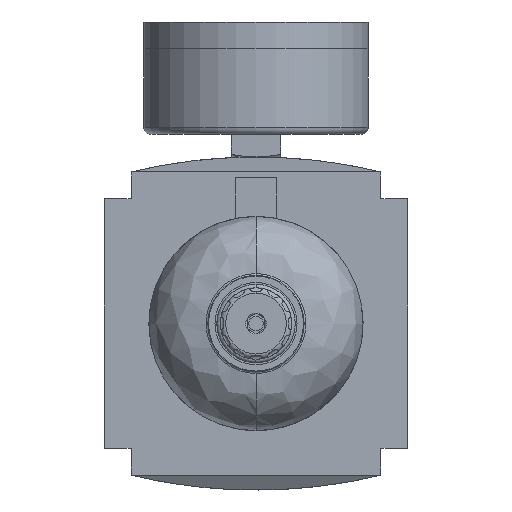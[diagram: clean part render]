
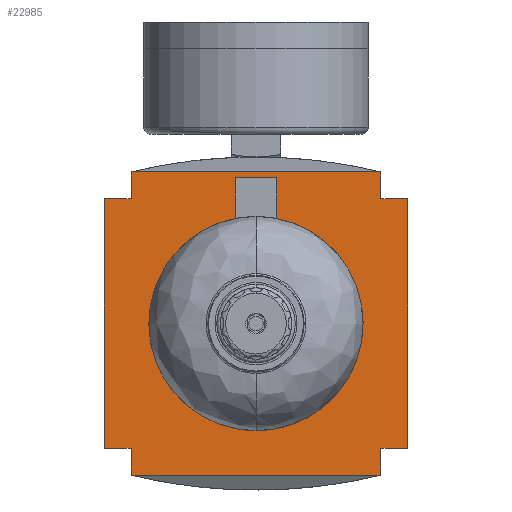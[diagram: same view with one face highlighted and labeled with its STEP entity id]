
A CAD part, front view. The second image highlights one B-rep face of the part: STEP entity #22985.
In plain terms, the highlighted planar face has unit normal (0, -1, 0).
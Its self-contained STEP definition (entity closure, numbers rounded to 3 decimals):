
#653 = VERTEX_POINT ( 'NONE', #22135 ) ;
#710 = PLANE ( 'NONE',  #7714 ) ;
#733 = DIRECTION ( 'NONE',  ( -1., 0., 0. ) ) ;
#1359 = CARTESIAN_POINT ( 'NONE',  ( 42.5, -51., 35. ) ) ;
#2392 = EDGE_CURVE ( 'NONE', #20003, #3918, #13424, .T. ) ;
#2408 = DIRECTION ( 'NONE',  ( 0., 0., -1. ) ) ;
#2817 = CARTESIAN_POINT ( 'NONE',  ( 0., -51., 103.36 ) ) ;
#2905 = CARTESIAN_POINT ( 'NONE',  ( 35., -51., 42.5 ) ) ;
#2911 = VECTOR ( 'NONE', #14000, 1000. ) ;
#3550 = DIRECTION ( 'NONE',  ( 0., 0., 1. ) ) ;
#3570 = DIRECTION ( 'NONE',  ( 0., 0., -1. ) ) ;
#3918 = VERTEX_POINT ( 'NONE', #21671 ) ;
#4111 = ORIENTED_EDGE ( 'NONE', *, *, #28654, .T. ) ;
#4251 = DIRECTION ( 'NONE',  ( -1., 0., 0. ) ) ;
#4289 = ORIENTED_EDGE ( 'NONE', *, *, #32793, .F. ) ;
#4484 = ORIENTED_EDGE ( 'NONE', *, *, #27822, .F. ) ;
#4811 = EDGE_CURVE ( 'NONE', #26848, #22630, #19357, .T. ) ;
#4838 = VERTEX_POINT ( 'NONE', #14437 ) ;
#4908 = ORIENTED_EDGE ( 'NONE', *, *, #22471, .F. ) ;
#4958 = LINE ( 'NONE', #1359, #30501 ) ;
#5612 = CARTESIAN_POINT ( 'NONE',  ( -35., -51., 35. ) ) ;
#5685 = ORIENTED_EDGE ( 'NONE', *, *, #4811, .T. ) ;
#6341 = CARTESIAN_POINT ( 'NONE',  ( 42.5, -51., 35. ) ) ;
#7714 = AXIS2_PLACEMENT_3D ( 'NONE', #2817, #18238, #3550 ) ;
#8349 = LINE ( 'NONE', #2905, #14312 ) ;
#8776 = LINE ( 'NONE', #16237, #11528 ) ;
#9236 = CARTESIAN_POINT ( 'NONE',  ( 42.5, -51., -35. ) ) ;
#10163 = ORIENTED_EDGE ( 'NONE', *, *, #27282, .F. ) ;
#10210 = CARTESIAN_POINT ( 'NONE',  ( 35., -51., -35. ) ) ;
#10792 = VERTEX_POINT ( 'NONE', #24138 ) ;
#10856 = CARTESIAN_POINT ( 'NONE',  ( 35., -51., -42.5 ) ) ;
#11072 = ORIENTED_EDGE ( 'NONE', *, *, #2392, .T. ) ;
#11091 = VECTOR ( 'NONE', #11583, 1000. ) ;
#11213 = EDGE_CURVE ( 'NONE', #12230, #25398, #31391, .T. ) ;
#11469 = VECTOR ( 'NONE', #29884, 1000. ) ;
#11528 = VECTOR ( 'NONE', #733, 1000. ) ;
#11583 = DIRECTION ( 'NONE',  ( -1., 0., 0. ) ) ;
#12230 = VERTEX_POINT ( 'NONE', #9236 ) ;
#13424 = LINE ( 'NONE', #6341, #29725 ) ;
#14000 = DIRECTION ( 'NONE',  ( 0., 0., 1. ) ) ;
#14080 = ORIENTED_EDGE ( 'NONE', *, *, #17583, .F. ) ;
#14239 = CARTESIAN_POINT ( 'NONE',  ( -42.5, -51., 35. ) ) ;
#14312 = VECTOR ( 'NONE', #18005, 1000. ) ;
#14437 = CARTESIAN_POINT ( 'NONE',  ( -35., -51., -35. ) ) ;
#14676 = CARTESIAN_POINT ( 'NONE',  ( 0., -51., -42.5 ) ) ;
#16153 = CARTESIAN_POINT ( 'NONE',  ( -35., -51., -42.5 ) ) ;
#16192 = CARTESIAN_POINT ( 'NONE',  ( 42.5, -51., 35. ) ) ;
#16237 = CARTESIAN_POINT ( 'NONE',  ( 0., -51., 42.5 ) ) ;
#16971 = VECTOR ( 'NONE', #4251, 1000. ) ;
#17192 = VERTEX_POINT ( 'NONE', #10856 ) ;
#17293 = CARTESIAN_POINT ( 'NONE',  ( 35., -51., 42.5 ) ) ;
#17583 = EDGE_CURVE ( 'NONE', #25398, #17192, #18386, .T. ) ;
#18005 = DIRECTION ( 'NONE',  ( 0., 0., -1. ) ) ;
#18127 = ORIENTED_EDGE ( 'NONE', *, *, #32358, .T. ) ;
#18238 = DIRECTION ( 'NONE',  ( 0., 1., 0. ) ) ;
#18386 = LINE ( 'NONE', #22674, #29906 ) ;
#18501 = VECTOR ( 'NONE', #2408, 1000. ) ;
#18516 = EDGE_CURVE ( 'NONE', #10792, #17192, #27558, .T. ) ;
#19195 = EDGE_CURVE ( 'NONE', #4838, #653, #28961, .T. ) ;
#19357 = LINE ( 'NONE', #23377, #16971 ) ;
#19824 = VECTOR ( 'NONE', #22741, 1000. ) ;
#20003 = VERTEX_POINT ( 'NONE', #16192 ) ;
#20050 = LINE ( 'NONE', #16153, #2911 ) ;
#20538 = ORIENTED_EDGE ( 'NONE', *, *, #18516, .T. ) ;
#20626 = CARTESIAN_POINT ( 'NONE',  ( -35., -51., 42.5 ) ) ;
#21521 = DIRECTION ( 'NONE',  ( -1., 0., 0. ) ) ;
#21615 = ORIENTED_EDGE ( 'NONE', *, *, #19195, .F. ) ;
#21644 = CARTESIAN_POINT ( 'NONE',  ( 42.5, -51., -35. ) ) ;
#21671 = CARTESIAN_POINT ( 'NONE',  ( 35., -51., 35. ) ) ;
#22135 = CARTESIAN_POINT ( 'NONE',  ( -42.5, -51., -35. ) ) ;
#22471 = EDGE_CURVE ( 'NONE', #26848, #25894, #20050, .T. ) ;
#22630 = VERTEX_POINT ( 'NONE', #29893 ) ;
#22674 = CARTESIAN_POINT ( 'NONE',  ( 35., -51., 42.5 ) ) ;
#22741 = DIRECTION ( 'NONE',  ( -1., 0., 0. ) ) ;
#22985 = ADVANCED_FACE ( 'NONE', ( #24230 ), #710, .F. ) ;
#23211 = VERTEX_POINT ( 'NONE', #17293 ) ;
#23377 = CARTESIAN_POINT ( 'NONE',  ( 42.5, -51., 35. ) ) ;
#24138 = CARTESIAN_POINT ( 'NONE',  ( -35., -51., -42.5 ) ) ;
#24230 = FACE_OUTER_BOUND ( 'NONE', #29973, .T. ) ;
#25030 = LINE ( 'NONE', #27532, #11469 ) ;
#25235 = LINE ( 'NONE', #14239, #18501 ) ;
#25398 = VERTEX_POINT ( 'NONE', #10210 ) ;
#25894 = VERTEX_POINT ( 'NONE', #20626 ) ;
#26781 = VECTOR ( 'NONE', #27349, 1000. ) ;
#26848 = VERTEX_POINT ( 'NONE', #5612 ) ;
#27282 = EDGE_CURVE ( 'NONE', #10792, #4838, #25030, .T. ) ;
#27349 = DIRECTION ( 'NONE',  ( 1., 0., 0. ) ) ;
#27532 = CARTESIAN_POINT ( 'NONE',  ( -35., -51., -42.5 ) ) ;
#27558 = LINE ( 'NONE', #14676, #26781 ) ;
#27725 = CARTESIAN_POINT ( 'NONE',  ( 42.5, -51., -35. ) ) ;
#27822 = EDGE_CURVE ( 'NONE', #20003, #12230, #4958, .T. ) ;
#28654 = EDGE_CURVE ( 'NONE', #22630, #653, #25235, .T. ) ;
#28961 = LINE ( 'NONE', #27725, #19824 ) ;
#29725 = VECTOR ( 'NONE', #21521, 1000. ) ;
#29884 = DIRECTION ( 'NONE',  ( 0., 0., 1. ) ) ;
#29893 = CARTESIAN_POINT ( 'NONE',  ( -42.5, -51., 35. ) ) ;
#29906 = VECTOR ( 'NONE', #32777, 1000. ) ;
#29973 = EDGE_LOOP ( 'NONE', ( #14080, #31657, #4484, #11072, #4289, #18127, #4908, #5685, #4111, #21615, #10163, #20538 ) ) ;
#30501 = VECTOR ( 'NONE', #3570, 1000. ) ;
#31391 = LINE ( 'NONE', #21644, #11091 ) ;
#31657 = ORIENTED_EDGE ( 'NONE', *, *, #11213, .F. ) ;
#32358 = EDGE_CURVE ( 'NONE', #23211, #25894, #8776, .T. ) ;
#32777 = DIRECTION ( 'NONE',  ( 0., 0., -1. ) ) ;
#32793 = EDGE_CURVE ( 'NONE', #23211, #3918, #8349, .T. ) ;
